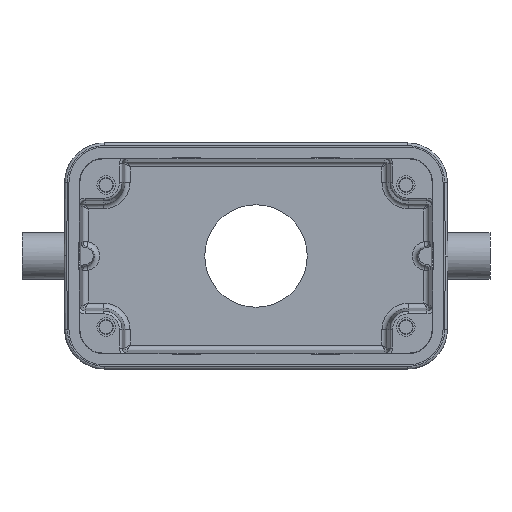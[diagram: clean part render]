
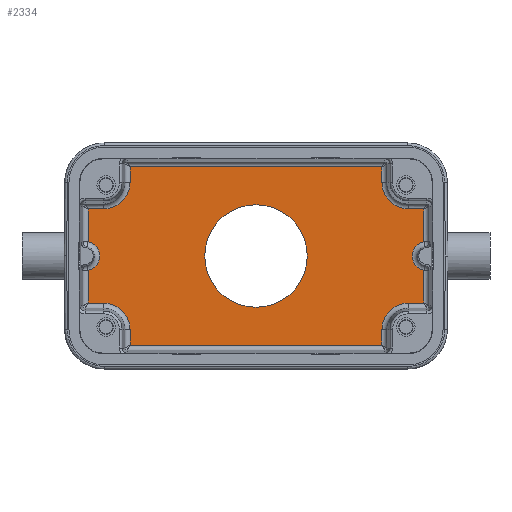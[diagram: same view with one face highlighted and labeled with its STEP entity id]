
A CAD part, front view. The second image highlights one B-rep face of the part: STEP entity #2334.
In plain terms, the highlighted planar face has unit normal (0, -1, 0).
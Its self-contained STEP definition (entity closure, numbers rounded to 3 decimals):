
#779=PLANE('',#6851);
#1232=LINE('',#9751,#1799);
#1236=LINE('',#9917,#1803);
#1331=LINE('',#10415,#1898);
#1333=LINE('',#10485,#1900);
#1334=LINE('',#10554,#1901);
#1337=LINE('',#10585,#1904);
#1339=LINE('',#10652,#1906);
#1340=LINE('',#10715,#1907);
#1343=LINE('',#10746,#1910);
#1345=LINE('',#10810,#1912);
#1348=LINE('',#10920,#1915);
#1350=LINE('',#10984,#1917);
#1353=LINE('',#11014,#1920);
#1415=LINE('',#11277,#1982);
#1799=VECTOR('',#7779,1.);
#1803=VECTOR('',#7819,1.);
#1898=VECTOR('',#8178,1.);
#1900=VECTOR('',#8182,1.);
#1901=VECTOR('',#8189,1.);
#1904=VECTOR('',#8200,1.);
#1906=VECTOR('',#8206,1.);
#1907=VECTOR('',#8213,1.);
#1910=VECTOR('',#8224,1.);
#1912=VECTOR('',#8232,1.);
#1915=VECTOR('',#8267,1.);
#1917=VECTOR('',#8275,1.);
#1920=VECTOR('',#8286,1.);
#1982=VECTOR('',#8482,1.);
#2334=ADVANCED_FACE('',(#2527,#2528),#779,.T.);
#2527=FACE_BOUND('',#2889,.T.);
#2528=FACE_BOUND('',#2890,.T.);
#2889=EDGE_LOOP('',(#4468));
#2890=EDGE_LOOP('',(#4469,#4470,#4471,#4472,#4473,#4474,#4475,#4476,#4477,
#4478,#4479,#4480,#4481,#4482,#4483,#4484,#4485,#4486,#4487,#4488));
#4468=ORIENTED_EDGE('',*,*,#6086,.F.);
#4469=ORIENTED_EDGE('',*,*,#5939,.T.);
#4470=ORIENTED_EDGE('',*,*,#5943,.F.);
#4471=ORIENTED_EDGE('',*,*,#5946,.T.);
#4472=ORIENTED_EDGE('',*,*,#5951,.T.);
#4473=ORIENTED_EDGE('',*,*,#5955,.T.);
#4474=ORIENTED_EDGE('',*,*,#5959,.F.);
#4475=ORIENTED_EDGE('',*,*,#5962,.T.);
#4476=ORIENTED_EDGE('',*,*,#5967,.T.);
#4477=ORIENTED_EDGE('',*,*,#5981,.F.);
#4478=ORIENTED_EDGE('',*,*,#5985,.T.);
#4479=ORIENTED_EDGE('',*,*,#5990,.T.);
#4480=ORIENTED_EDGE('',*,*,#5994,.F.);
#4481=ORIENTED_EDGE('',*,*,#5997,.T.);
#4482=ORIENTED_EDGE('',*,*,#5934,.T.);
#4483=ORIENTED_EDGE('',*,*,#5929,.T.);
#4484=ORIENTED_EDGE('',*,*,#5726,.F.);
#4485=ORIENTED_EDGE('',*,*,#5730,.T.);
#4486=ORIENTED_EDGE('',*,*,#5751,.T.);
#4487=ORIENTED_EDGE('',*,*,#5747,.F.);
#4488=ORIENTED_EDGE('',*,*,#6085,.T.);
#5019=VERTEX_POINT('',#9739);
#5020=VERTEX_POINT('',#9741);
#5022=VERTEX_POINT('',#9750);
#5033=VERTEX_POINT('',#9907);
#5034=VERTEX_POINT('',#9911);
#5158=VERTEX_POINT('',#10416);
#5159=VERTEX_POINT('',#10482);
#5163=VERTEX_POINT('',#10494);
#5165=VERTEX_POINT('',#10553);
#5167=VERTEX_POINT('',#10575);
#5169=VERTEX_POINT('',#10584);
#5172=VERTEX_POINT('',#10651);
#5175=VERTEX_POINT('',#10714);
#5177=VERTEX_POINT('',#10736);
#5179=VERTEX_POINT('',#10745);
#5182=VERTEX_POINT('',#10809);
#5191=VERTEX_POINT('',#10909);
#5193=VERTEX_POINT('',#10919);
#5196=VERTEX_POINT('',#10983);
#5198=VERTEX_POINT('',#11005);
#5240=VERTEX_POINT('',#11280);
#5726=EDGE_CURVE('',#5019,#5020,#6216,.T.);
#5730=EDGE_CURVE('',#5019,#5022,#1232,.T.);
#5747=EDGE_CURVE('',#5033,#5034,#6225,.T.);
#5751=EDGE_CURVE('',#5022,#5034,#1236,.T.);
#5929=EDGE_CURVE('',#5158,#5020,#1331,.T.);
#5934=EDGE_CURVE('',#5159,#5158,#1333,.T.);
#5939=EDGE_CURVE('',#5163,#5165,#1334,.T.);
#5943=EDGE_CURVE('',#5167,#5165,#6280,.T.);
#5946=EDGE_CURVE('',#5167,#5169,#1337,.T.);
#5951=EDGE_CURVE('',#5169,#5172,#1339,.T.);
#5955=EDGE_CURVE('',#5172,#5175,#1340,.T.);
#5959=EDGE_CURVE('',#5177,#5175,#6285,.T.);
#5962=EDGE_CURVE('',#5177,#5179,#1343,.T.);
#5967=EDGE_CURVE('',#5179,#5182,#1345,.T.);
#5981=EDGE_CURVE('',#5191,#5182,#6293,.T.);
#5985=EDGE_CURVE('',#5191,#5193,#1348,.T.);
#5990=EDGE_CURVE('',#5193,#5196,#1350,.T.);
#5994=EDGE_CURVE('',#5198,#5196,#6299,.T.);
#5997=EDGE_CURVE('',#5198,#5159,#1353,.T.);
#6085=EDGE_CURVE('',#5033,#5163,#1415,.T.);
#6086=EDGE_CURVE('',#5240,#5240,#6315,.T.);
#6216=CIRCLE('',#6586,5.053);
#6225=CIRCLE('',#6602,2.772);
#6280=CIRCLE('',#6745,5.053);
#6285=CIRCLE('',#6754,5.053);
#6293=CIRCLE('',#6770,2.772);
#6299=CIRCLE('',#6780,5.053);
#6315=CIRCLE('',#6850,9.75);
#6586=AXIS2_PLACEMENT_3D('',#9740,#7772,#7773);
#6602=AXIS2_PLACEMENT_3D('',#9910,#7808,#7809);
#6745=AXIS2_PLACEMENT_3D('',#10576,#8195,#8196);
#6754=AXIS2_PLACEMENT_3D('',#10737,#8219,#8220);
#6770=AXIS2_PLACEMENT_3D('',#10908,#8257,#8258);
#6780=AXIS2_PLACEMENT_3D('',#11006,#8281,#8282);
#6850=AXIS2_PLACEMENT_3D('',#11279,#8485,#8486);
#6851=AXIS2_PLACEMENT_3D('',#11281,#8487,#8488);
#7772=DIRECTION('',(0.,-1.,0.));
#7773=DIRECTION('',(0.,0.,-1.));
#7779=DIRECTION('',(1.,0.,0.));
#7808=DIRECTION('',(0.,-1.,0.));
#7809=DIRECTION('',(0.,0.,-1.));
#7819=DIRECTION('',(0.,0.,1.));
#8178=DIRECTION('',(0.,0.,1.));
#8182=DIRECTION('',(1.,0.,0.));
#8189=DIRECTION('',(-1.,0.,0.));
#8195=DIRECTION('',(0.,-1.,0.));
#8196=DIRECTION('',(0.,0.,-1.));
#8200=DIRECTION('',(0.,0.,1.));
#8206=DIRECTION('',(-1.,0.,0.));
#8213=DIRECTION('',(0.,0.,-1.));
#8219=DIRECTION('',(0.,-1.,0.));
#8220=DIRECTION('',(0.,0.,-1.));
#8224=DIRECTION('',(-1.,0.,0.));
#8232=DIRECTION('',(0.,0.,-1.));
#8257=DIRECTION('',(0.,-1.,0.));
#8258=DIRECTION('',(0.,0.,-1.));
#8267=DIRECTION('',(0.,0.,-1.));
#8275=DIRECTION('',(1.,0.,0.));
#8281=DIRECTION('',(0.,-1.,0.));
#8282=DIRECTION('',(0.,0.,-1.));
#8286=DIRECTION('',(0.,0.,-1.));
#8482=DIRECTION('',(0.,0.,1.));
#8485=DIRECTION('',(0.,-1.,0.));
#8486=DIRECTION('',(0.,0.,-1.));
#8487=DIRECTION('',(0.,-1.,0.));
#8488=DIRECTION('',(0.,0.,-1.));
#9739=CARTESIAN_POINT('',(29.,19.35,-8.947));
#9740=CARTESIAN_POINT('',(29.,19.35,-14.));
#9741=CARTESIAN_POINT('',(23.947,19.35,-14.));
#9750=CARTESIAN_POINT('',(31.947,19.35,-8.947));
#9751=CARTESIAN_POINT('',(0.,19.35,-8.947));
#9907=CARTESIAN_POINT('',(31.947,19.35,2.717));
#9910=CARTESIAN_POINT('',(32.5,19.35,0.));
#9911=CARTESIAN_POINT('',(31.947,19.35,-2.717));
#9917=CARTESIAN_POINT('',(31.947,19.35,-21.5));
#10415=CARTESIAN_POINT('',(23.947,19.35,-21.5));
#10416=CARTESIAN_POINT('',(23.947,19.35,-16.947));
#10482=CARTESIAN_POINT('',(-23.947,19.35,-16.947));
#10485=CARTESIAN_POINT('',(0.,19.35,-16.947));
#10494=CARTESIAN_POINT('',(31.947,19.35,8.947));
#10553=CARTESIAN_POINT('',(29.,19.35,8.947));
#10554=CARTESIAN_POINT('',(0.,19.35,8.947));
#10575=CARTESIAN_POINT('',(23.947,19.35,14.));
#10576=CARTESIAN_POINT('',(29.,19.35,14.));
#10584=CARTESIAN_POINT('',(23.947,19.35,16.947));
#10585=CARTESIAN_POINT('',(23.947,19.35,-21.5));
#10651=CARTESIAN_POINT('',(-23.947,19.35,16.947));
#10652=CARTESIAN_POINT('',(0.,19.35,16.947));
#10714=CARTESIAN_POINT('',(-23.947,19.35,14.));
#10715=CARTESIAN_POINT('',(-23.947,19.35,-21.5));
#10736=CARTESIAN_POINT('',(-29.,19.35,8.947));
#10737=CARTESIAN_POINT('',(-29.,19.35,14.));
#10745=CARTESIAN_POINT('',(-31.947,19.35,8.947));
#10746=CARTESIAN_POINT('',(0.,19.35,8.947));
#10809=CARTESIAN_POINT('',(-31.947,19.35,2.717));
#10810=CARTESIAN_POINT('',(-31.947,19.35,-21.5));
#10908=CARTESIAN_POINT('',(-32.5,19.35,0.));
#10909=CARTESIAN_POINT('',(-31.947,19.35,-2.717));
#10919=CARTESIAN_POINT('',(-31.947,19.35,-8.947));
#10920=CARTESIAN_POINT('',(-31.947,19.35,-21.5));
#10983=CARTESIAN_POINT('',(-29.,19.35,-8.947));
#10984=CARTESIAN_POINT('',(0.,19.35,-8.947));
#11005=CARTESIAN_POINT('',(-23.947,19.35,-14.));
#11006=CARTESIAN_POINT('',(-29.,19.35,-14.));
#11014=CARTESIAN_POINT('',(-23.947,19.35,-21.5));
#11277=CARTESIAN_POINT('',(31.947,19.35,-21.5));
#11279=CARTESIAN_POINT('',(0.,19.35,0.));
#11280=CARTESIAN_POINT('',(0.,19.35,-9.75));
#11281=CARTESIAN_POINT('',(0.,19.35,-21.5));
